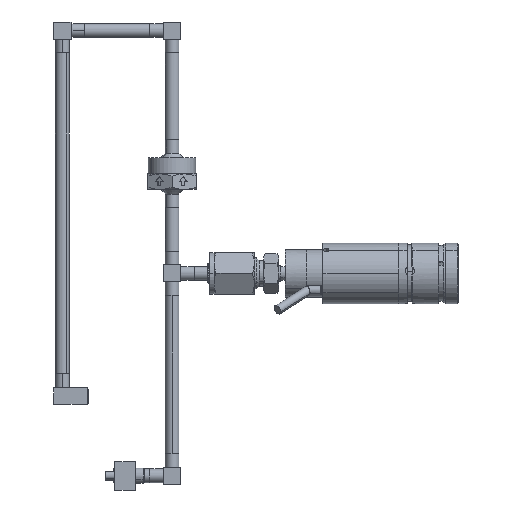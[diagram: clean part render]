
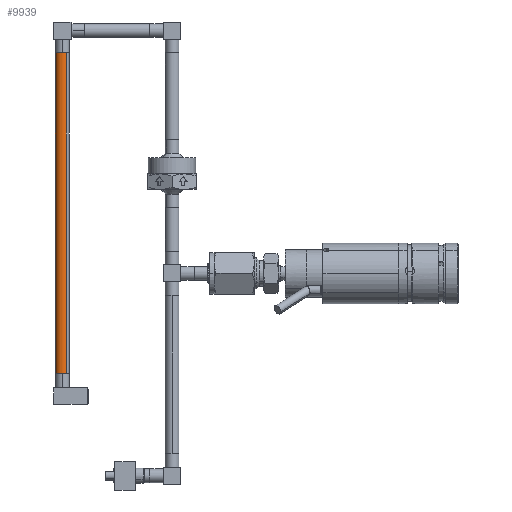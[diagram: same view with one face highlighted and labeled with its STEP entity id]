
A CAD part, left-side view. The second image highlights one B-rep face of the part: STEP entity #9939.
In plain terms, the highlighted cylindrical face has radius 3.175 mm (diameter 6.35 mm), a partial arc.
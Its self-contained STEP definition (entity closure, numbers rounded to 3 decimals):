
#254 = CARTESIAN_POINT ( 'NONE',  ( 0., 0., 0. ) ) ;
#421 = CARTESIAN_POINT ( 'NONE',  ( 0., 0., 0. ) ) ;
#566 = DIRECTION ( 'NONE',  ( 0., 0., -1. ) ) ;
#774 = VECTOR ( 'NONE', #26033, 1000. ) ;
#2507 = VERTEX_POINT ( 'NONE', #26308 ) ;
#2585 = DIRECTION ( 'NONE',  ( 1., 0., 0. ) ) ;
#2721 = CYLINDRICAL_SURFACE ( 'NONE', #25308, 3.175 ) ;
#2905 = CARTESIAN_POINT ( 'NONE',  ( 147.9, 0., 0. ) ) ;
#3109 = LINE ( 'NONE', #17702, #774 ) ;
#3728 = AXIS2_PLACEMENT_3D ( 'NONE', #254, #25114, #12507 ) ;
#4629 = CIRCLE ( 'NONE', #3728, 3.175 ) ;
#5856 = ORIENTED_EDGE ( 'NONE', *, *, #12555, .F. ) ;
#5925 = EDGE_CURVE ( 'NONE', #12211, #2507, #16505, .T. ) ;
#6146 = DIRECTION ( 'NONE',  ( 1., 0., 0. ) ) ;
#7059 = CARTESIAN_POINT ( 'NONE',  ( 0., 0., 3.175 ) ) ;
#8217 = CARTESIAN_POINT ( 'NONE',  ( 147.9, 0., -3.175 ) ) ;
#8848 = CARTESIAN_POINT ( 'NONE',  ( 0., 0., -3.175 ) ) ;
#9939 = ADVANCED_FACE ( 'NONE', ( #25548 ), #2721, .T. ) ;
#12211 = VERTEX_POINT ( 'NONE', #7059 ) ;
#12507 = DIRECTION ( 'NONE',  ( 0., 0., -1. ) ) ;
#12555 = EDGE_CURVE ( 'NONE', #12838, #2507, #25672, .T. ) ;
#12662 = ORIENTED_EDGE ( 'NONE', *, *, #15829, .F. ) ;
#12799 = CARTESIAN_POINT ( 'NONE',  ( 0., 0., 3.175 ) ) ;
#12838 = VERTEX_POINT ( 'NONE', #8217 ) ;
#12999 = DIRECTION ( 'NONE',  ( 0., 0., -1. ) ) ;
#15610 = ORIENTED_EDGE ( 'NONE', *, *, #5925, .T. ) ;
#15829 = EDGE_CURVE ( 'NONE', #26074, #12838, #3109, .T. ) ;
#16505 = LINE ( 'NONE', #12799, #22650 ) ;
#17355 = EDGE_CURVE ( 'NONE', #26074, #12211, #4629, .T. ) ;
#17702 = CARTESIAN_POINT ( 'NONE',  ( 0., 0., -3.175 ) ) ;
#22650 = VECTOR ( 'NONE', #6146, 1000. ) ;
#23303 = EDGE_LOOP ( 'NONE', ( #26377, #15610, #5856, #12662 ) ) ;
#23820 = DIRECTION ( 'NONE',  ( 1., 0., 0. ) ) ;
#25114 = DIRECTION ( 'NONE',  ( 1., 0., 0. ) ) ;
#25224 = AXIS2_PLACEMENT_3D ( 'NONE', #2905, #23820, #12999 ) ;
#25308 = AXIS2_PLACEMENT_3D ( 'NONE', #421, #2585, #566 ) ;
#25548 = FACE_OUTER_BOUND ( 'NONE', #23303, .T. ) ;
#25672 = CIRCLE ( 'NONE', #25224, 3.175 ) ;
#26033 = DIRECTION ( 'NONE',  ( 1., 0., 0. ) ) ;
#26074 = VERTEX_POINT ( 'NONE', #8848 ) ;
#26308 = CARTESIAN_POINT ( 'NONE',  ( 147.9, 0., 3.175 ) ) ;
#26377 = ORIENTED_EDGE ( 'NONE', *, *, #17355, .T. ) ;
